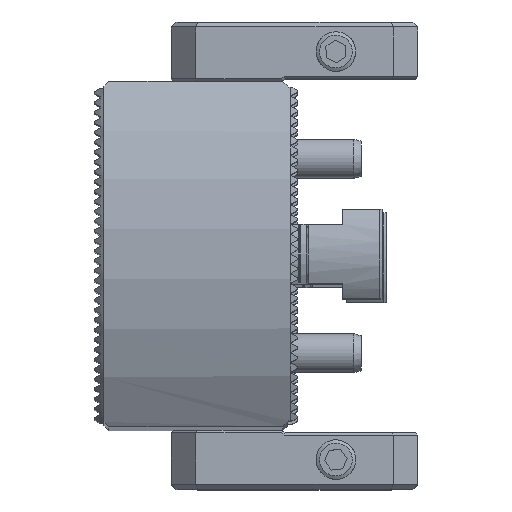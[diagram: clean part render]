
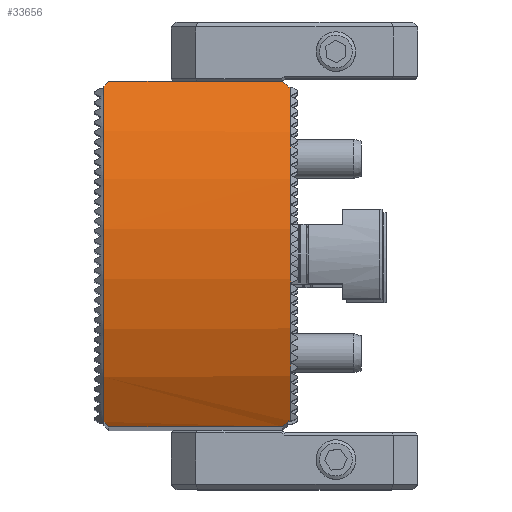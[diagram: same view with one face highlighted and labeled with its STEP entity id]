
A CAD part, top view. The second image highlights one B-rep face of the part: STEP entity #33656.
In plain terms, the highlighted cylindrical face has radius 65 mm (diameter 130 mm), a partial arc.
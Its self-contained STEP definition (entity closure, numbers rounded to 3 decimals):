
#301 = DIRECTION ( 'NONE',  ( -1., 0., 0. ) ) ;
#632 = VERTEX_POINT ( 'NONE', #22194 ) ;
#1366 = VECTOR ( 'NONE', #42304, 1000. ) ;
#1486 = CARTESIAN_POINT ( 'NONE',  ( 20.8, -33.8, 230.521 ) ) ;
#1730 = VERTEX_POINT ( 'NONE', #21157 ) ;
#1815 = CARTESIAN_POINT ( 'NONE',  ( -17.6, 35., 229.772 ) ) ;
#2043 = DIRECTION ( 'NONE',  ( 0., 0., -1. ) ) ;
#2435 = CARTESIAN_POINT ( 'NONE',  ( -17.6, -35., 229.772 ) ) ;
#2989 =( BOUNDED_CURVE ( )  B_SPLINE_CURVE ( 3, ( #41209, #37605, #19361, #38239 ),
 .UNSPECIFIED., .F., .T. ) 
 B_SPLINE_CURVE_WITH_KNOTS ( ( 4, 4 ),
 ( 1.002, 1.024 ),
 .UNSPECIFIED. ) 
 CURVE ( )  GEOMETRIC_REPRESENTATION_ITEM ( )  RATIONAL_B_SPLINE_CURVE ( ( 1., 1., 1., 1. ) ) 
 REPRESENTATION_ITEM ( '' )  );
#3299 = VECTOR ( 'NONE', #21304, 1000. ) ;
#3440 = ORIENTED_EDGE ( 'NONE', *, *, #33704, .F. ) ;
#3837 = CARTESIAN_POINT ( 'NONE',  ( 17.6, 35., 229.772 ) ) ;
#3882 = CIRCLE ( 'NONE', #23047, 65. ) ;
#5117 = VECTOR ( 'NONE', #301, 1000. ) ;
#6394 = CARTESIAN_POINT ( 'NONE',  ( -18.252, -34.348, 230.185 ) ) ;
#6815 = VECTOR ( 'NONE', #14442, 1000. ) ;
#6971 = EDGE_CURVE ( 'NONE', #34453, #38569, #34339, .T. ) ;
#7009 = VERTEX_POINT ( 'NONE', #44236 ) ;
#7335 = LINE ( 'NONE', #17614, #3299 ) ;
#7962 = FACE_OUTER_BOUND ( 'NONE', #12849, .T. ) ;
#8040 = CARTESIAN_POINT ( 'NONE',  ( 17.997, 34.603, 230.026 ) ) ;
#9189 = ORIENTED_EDGE ( 'NONE', *, *, #26961, .T. ) ;
#10664 = ORIENTED_EDGE ( 'NONE', *, *, #23255, .T. ) ;
#12025 = ORIENTED_EDGE ( 'NONE', *, *, #16422, .F. ) ;
#12248 = ORIENTED_EDGE ( 'NONE', *, *, #37219, .F. ) ;
#12256 =( BOUNDED_CURVE ( )  B_SPLINE_CURVE ( 3, ( #43640, #28466, #6394, #21093 ),
 .UNSPECIFIED., .F., .F. ) 
 B_SPLINE_CURVE_WITH_KNOTS ( ( 4, 4 ),
 ( 4.144, 4.162 ),
 .UNSPECIFIED. ) 
 CURVE ( )  GEOMETRIC_REPRESENTATION_ITEM ( )  RATIONAL_B_SPLINE_CURVE ( ( 1., 1., 1., 1. ) ) 
 REPRESENTATION_ITEM ( '' )  );
#12849 = EDGE_LOOP ( 'NONE', ( #17953, #3440, #12248, #16885, #9189, #10664, #43521, #42974, #12025, #32075 ) ) ;
#13727 = VERTEX_POINT ( 'NONE', #46096 ) ;
#14442 = DIRECTION ( 'NONE',  ( 1., 0., 0. ) ) ;
#14577 = CARTESIAN_POINT ( 'NONE',  ( 20.8, -35., 229.772 ) ) ;
#14733 = VERTEX_POINT ( 'NONE', #17019 ) ;
#15693 = VERTEX_POINT ( 'NONE', #20458 ) ;
#16422 = EDGE_CURVE ( 'NONE', #632, #1730, #25138, .T. ) ;
#16718 = CIRCLE ( 'NONE', #27959, 65. ) ;
#16885 = ORIENTED_EDGE ( 'NONE', *, *, #41858, .F. ) ;
#17019 = CARTESIAN_POINT ( 'NONE',  ( 17.6, -35., 229.772 ) ) ;
#17614 = CARTESIAN_POINT ( 'NONE',  ( 20.8, 35., 229.772 ) ) ;
#17953 = ORIENTED_EDGE ( 'NONE', *, *, #6971, .T. ) ;
#18123 = AXIS2_PLACEMENT_3D ( 'NONE', #35818, #43187, #36150 ) ;
#19361 = CARTESIAN_POINT ( 'NONE',  ( 18.397, -34.203, 230.276 ) ) ;
#20402 = CARTESIAN_POINT ( 'NONE',  ( -18.58, 34.02, 230.386 ) ) ;
#20458 = CARTESIAN_POINT ( 'NONE',  ( -18.58, -34.02, 230.386 ) ) ;
#21093 = CARTESIAN_POINT ( 'NONE',  ( -18.58, -34.02, 230.386 ) ) ;
#21157 = CARTESIAN_POINT ( 'NONE',  ( 18.8, 33.8, 230.521 ) ) ;
#21304 = DIRECTION ( 'NONE',  ( -1., 0., 0. ) ) ;
#21837 = CYLINDRICAL_SURFACE ( 'NONE', #18123, 65. ) ;
#21959 = DIRECTION ( 'NONE',  ( -1., 0., 0. ) ) ;
#22194 = CARTESIAN_POINT ( 'NONE',  ( 17.6, 35., 229.772 ) ) ;
#23047 = AXIS2_PLACEMENT_3D ( 'NONE', #44308, #21959, #40249 ) ;
#23255 = EDGE_CURVE ( 'NONE', #31585, #13727, #27899, .T. ) ;
#24214 = DIRECTION ( 'NONE',  ( -1., 0., 0. ) ) ;
#24763 = LINE ( 'NONE', #14577, #5117 ) ;
#24868 = EDGE_CURVE ( 'NONE', #13727, #7009, #16718, .T. ) ;
#25138 =( BOUNDED_CURVE ( )  B_SPLINE_CURVE ( 3, ( #3837, #8040, #33707, #44947 ),
 .UNSPECIFIED., .F., .T. ) 
 B_SPLINE_CURVE_WITH_KNOTS ( ( 4, 4 ),
 ( 1.002, 1.024 ),
 .UNSPECIFIED. ) 
 CURVE ( )  GEOMETRIC_REPRESENTATION_ITEM ( )  RATIONAL_B_SPLINE_CURVE ( ( 1., 1., 1., 1. ) ) 
 REPRESENTATION_ITEM ( '' )  );
#26425 = LINE ( 'NONE', #36554, #6815 ) ;
#26961 = EDGE_CURVE ( 'NONE', #14733, #31585, #2989, .T. ) ;
#27899 = LINE ( 'NONE', #1486, #1366 ) ;
#27959 = AXIS2_PLACEMENT_3D ( 'NONE', #46418, #24214, #2043 ) ;
#28466 = CARTESIAN_POINT ( 'NONE',  ( -17.925, -34.675, 229.98 ) ) ;
#29743 = CARTESIAN_POINT ( 'NONE',  ( -17.6, 35., 229.772 ) ) ;
#31585 = VERTEX_POINT ( 'NONE', #32928 ) ;
#32075 = ORIENTED_EDGE ( 'NONE', *, *, #42911, .T. ) ;
#32928 = CARTESIAN_POINT ( 'NONE',  ( 18.8, -33.8, 230.521 ) ) ;
#33656 = ADVANCED_FACE ( 'NONE', ( #7962 ), #21837, .T. ) ;
#33704 = EDGE_CURVE ( 'NONE', #15693, #38569, #3882, .T. ) ;
#33707 = CARTESIAN_POINT ( 'NONE',  ( 18.397, 34.203, 230.276 ) ) ;
#34339 =( BOUNDED_CURVE ( )  B_SPLINE_CURVE ( 3, ( #29743, #47953, #41007, #44396 ),
 .UNSPECIFIED., .F., .T. ) 
 B_SPLINE_CURVE_WITH_KNOTS ( ( 4, 4 ),
 ( 4.144, 4.162 ),
 .UNSPECIFIED. ) 
 CURVE ( )  GEOMETRIC_REPRESENTATION_ITEM ( )  RATIONAL_B_SPLINE_CURVE ( ( 1., 1., 1., 1. ) ) 
 REPRESENTATION_ITEM ( '' )  );
#34453 = VERTEX_POINT ( 'NONE', #1815 ) ;
#34763 = EDGE_CURVE ( 'NONE', #1730, #7009, #26425, .T. ) ;
#35818 = CARTESIAN_POINT ( 'NONE',  ( 20.8, 0., 175. ) ) ;
#36150 = DIRECTION ( 'NONE',  ( 0., 0., 1. ) ) ;
#36554 = CARTESIAN_POINT ( 'NONE',  ( 20.8, 33.8, 230.521 ) ) ;
#37219 = EDGE_CURVE ( 'NONE', #46850, #15693, #12256, .T. ) ;
#37605 = CARTESIAN_POINT ( 'NONE',  ( 17.997, -34.603, 230.026 ) ) ;
#38239 = CARTESIAN_POINT ( 'NONE',  ( 18.8, -33.8, 230.521 ) ) ;
#38569 = VERTEX_POINT ( 'NONE', #20402 ) ;
#40249 = DIRECTION ( 'NONE',  ( 0., 0., 1. ) ) ;
#41007 = CARTESIAN_POINT ( 'NONE',  ( -18.252, 34.348, 230.185 ) ) ;
#41209 = CARTESIAN_POINT ( 'NONE',  ( 17.6, -35., 229.772 ) ) ;
#41858 = EDGE_CURVE ( 'NONE', #14733, #46850, #24763, .T. ) ;
#42304 = DIRECTION ( 'NONE',  ( 1., 0., 0. ) ) ;
#42911 = EDGE_CURVE ( 'NONE', #632, #34453, #7335, .T. ) ;
#42974 = ORIENTED_EDGE ( 'NONE', *, *, #34763, .F. ) ;
#43187 = DIRECTION ( 'NONE',  ( -1., 0., 0. ) ) ;
#43521 = ORIENTED_EDGE ( 'NONE', *, *, #24868, .T. ) ;
#43640 = CARTESIAN_POINT ( 'NONE',  ( -17.6, -35., 229.772 ) ) ;
#44236 = CARTESIAN_POINT ( 'NONE',  ( 19.2, 33.8, 230.521 ) ) ;
#44308 = CARTESIAN_POINT ( 'NONE',  ( -18.58, 0., 175. ) ) ;
#44396 = CARTESIAN_POINT ( 'NONE',  ( -18.58, 34.02, 230.386 ) ) ;
#44947 = CARTESIAN_POINT ( 'NONE',  ( 18.8, 33.8, 230.521 ) ) ;
#46096 = CARTESIAN_POINT ( 'NONE',  ( 19.2, -33.8, 230.521 ) ) ;
#46418 = CARTESIAN_POINT ( 'NONE',  ( 19.2, 0., 175. ) ) ;
#46850 = VERTEX_POINT ( 'NONE', #2435 ) ;
#47953 = CARTESIAN_POINT ( 'NONE',  ( -17.925, 34.675, 229.98 ) ) ;
